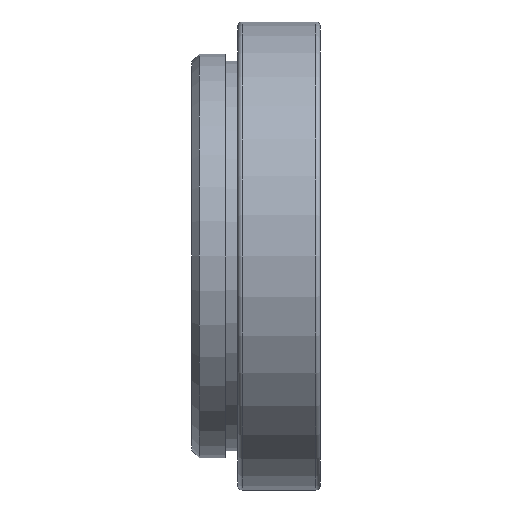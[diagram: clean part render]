
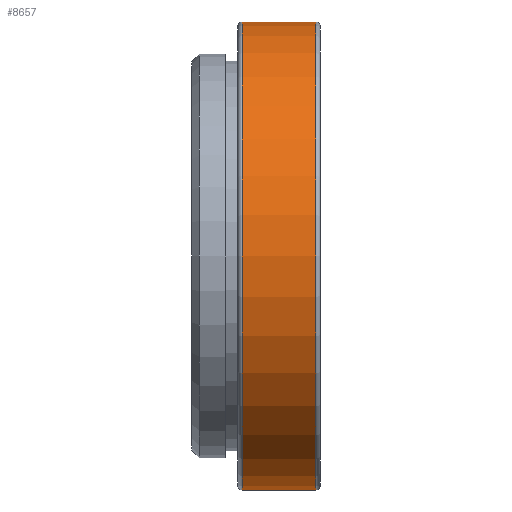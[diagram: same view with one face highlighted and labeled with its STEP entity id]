
A CAD part, front view. The second image highlights one B-rep face of the part: STEP entity #8657.
In plain terms, the highlighted cylindrical face has radius 15.25 mm (diameter 30.5 mm), a partial arc.
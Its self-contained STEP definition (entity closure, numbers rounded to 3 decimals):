
#48 = CARTESIAN_POINT ( 'NONE',  ( 0., 0., 0. ) ) ;
#141 = VERTEX_POINT ( 'NONE', #5991 ) ;
#548 = ORIENTED_EDGE ( 'NONE', *, *, #4159, .T. ) ;
#753 = DIRECTION ( 'NONE',  ( 0., 0., 1. ) ) ;
#1368 = EDGE_LOOP ( 'NONE', ( #7089, #548, #5671, #7741 ) ) ;
#1499 = VERTEX_POINT ( 'NONE', #9154 ) ;
#1541 = DIRECTION ( 'NONE',  ( 1., 0., 0. ) ) ;
#1693 = CYLINDRICAL_SURFACE ( 'NONE', #4244, 15.25 ) ;
#2166 = VECTOR ( 'NONE', #10248, 1000. ) ;
#2692 = CARTESIAN_POINT ( 'NONE',  ( -5.1, 0., 15.25 ) ) ;
#2752 = VECTOR ( 'NONE', #1541, 1000. ) ;
#3583 = EDGE_CURVE ( 'NONE', #8136, #141, #9507, .T. ) ;
#4159 = EDGE_CURVE ( 'NONE', #9875, #8136, #4976, .T. ) ;
#4204 = LINE ( 'NONE', #11317, #2166 ) ;
#4244 = AXIS2_PLACEMENT_3D ( 'NONE', #48, #6168, #4300 ) ;
#4300 = DIRECTION ( 'NONE',  ( 0., 0., -1. ) ) ;
#4976 = CIRCLE ( 'NONE', #6285, 15.25 ) ;
#5671 = ORIENTED_EDGE ( 'NONE', *, *, #3583, .T. ) ;
#5991 = CARTESIAN_POINT ( 'NONE',  ( -0.3, 0., -15.25 ) ) ;
#6168 = DIRECTION ( 'NONE',  ( 1., 0., 0. ) ) ;
#6285 = AXIS2_PLACEMENT_3D ( 'NONE', #11347, #10337, #753 ) ;
#6454 = AXIS2_PLACEMENT_3D ( 'NONE', #10548, #8917, #8859 ) ;
#6886 = CARTESIAN_POINT ( 'NONE',  ( 0., 0., -15.25 ) ) ;
#6935 = EDGE_CURVE ( 'NONE', #141, #1499, #7573, .T. ) ;
#7089 = ORIENTED_EDGE ( 'NONE', *, *, #11205, .F. ) ;
#7573 = CIRCLE ( 'NONE', #6454, 15.25 ) ;
#7741 = ORIENTED_EDGE ( 'NONE', *, *, #6935, .T. ) ;
#7904 = FACE_OUTER_BOUND ( 'NONE', #1368, .T. ) ;
#8136 = VERTEX_POINT ( 'NONE', #10950 ) ;
#8657 = ADVANCED_FACE ( 'NONE', ( #7904 ), #1693, .T. ) ;
#8859 = DIRECTION ( 'NONE',  ( 0., 0., -1. ) ) ;
#8917 = DIRECTION ( 'NONE',  ( -1., 0., 0. ) ) ;
#9154 = CARTESIAN_POINT ( 'NONE',  ( -0.3, 0., 15.25 ) ) ;
#9507 = LINE ( 'NONE', #6886, #2752 ) ;
#9875 = VERTEX_POINT ( 'NONE', #2692 ) ;
#10248 = DIRECTION ( 'NONE',  ( 1., 0., 0. ) ) ;
#10337 = DIRECTION ( 'NONE',  ( 1., 0., 0. ) ) ;
#10548 = CARTESIAN_POINT ( 'NONE',  ( -0.3, 0., 0. ) ) ;
#10950 = CARTESIAN_POINT ( 'NONE',  ( -5.1, 0., -15.25 ) ) ;
#11205 = EDGE_CURVE ( 'NONE', #9875, #1499, #4204, .T. ) ;
#11317 = CARTESIAN_POINT ( 'NONE',  ( 0., 0., 15.25 ) ) ;
#11347 = CARTESIAN_POINT ( 'NONE',  ( -5.1, 0., 0. ) ) ;
